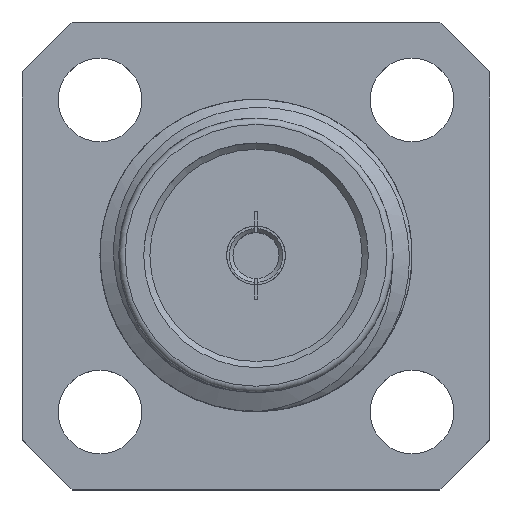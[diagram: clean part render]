
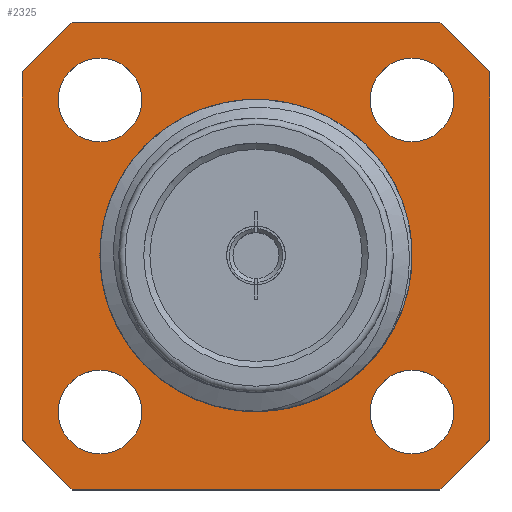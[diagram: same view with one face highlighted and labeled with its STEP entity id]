
A CAD part, top view. The second image highlights one B-rep face of the part: STEP entity #2325.
In plain terms, the highlighted planar face has unit normal (0, 0, 1).
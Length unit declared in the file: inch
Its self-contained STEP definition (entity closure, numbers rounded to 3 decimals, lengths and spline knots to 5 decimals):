
#6 = ORIENTED_EDGE ( 'NONE', *, *, #1658, .T. ) ;
#41 = LINE ( 'NONE', #1059, #1860 ) ;
#96 = EDGE_CURVE ( 'NONE', #959, #959, #2819, .T. ) ;
#124 = CARTESIAN_POINT ( 'NONE',  ( 0.1874, 0.1474, 0. ) ) ;
#138 = CARTESIAN_POINT ( 'NONE',  ( -0.125, -0.125, 0. ) ) ;
#225 = FACE_BOUND ( 'NONE', #2733, .T. ) ;
#240 = CARTESIAN_POINT ( 'NONE',  ( 0.125, -0.125, 0. ) ) ;
#269 = ORIENTED_EDGE ( 'NONE', *, *, #1416, .T. ) ;
#294 = VECTOR ( 'NONE', #527, 39.37008 ) ;
#295 = EDGE_CURVE ( 'NONE', #2515, #1133, #1859, .T. ) ;
#304 = VECTOR ( 'NONE', #1615, 39.37008 ) ;
#331 = EDGE_CURVE ( 'NONE', #1133, #2387, #3234, .T. ) ;
#374 = DIRECTION ( 'NONE',  ( -1., 0., 0. ) ) ;
#378 = VERTEX_POINT ( 'NONE', #2433 ) ;
#379 = DIRECTION ( 'NONE',  ( -0.707, 0.707, 0. ) ) ;
#451 = DIRECTION ( 'NONE',  ( 0., 0., 1. ) ) ;
#465 = DIRECTION ( 'NONE',  ( -0.707, -0.707, 0. ) ) ;
#483 = LINE ( 'NONE', #2795, #2553 ) ;
#524 = CIRCLE ( 'NONE', #737, 0.03346 ) ;
#527 = DIRECTION ( 'NONE',  ( 0., 1., 0. ) ) ;
#567 = EDGE_LOOP ( 'NONE', ( #2173, #6, #1545, #269, #2107, #581, #1702, #1635 ) ) ;
#579 = CARTESIAN_POINT ( 'NONE',  ( -0.125, 0.125, 0. ) ) ;
#581 = ORIENTED_EDGE ( 'NONE', *, *, #1337, .T. ) ;
#634 = EDGE_CURVE ( 'NONE', #1065, #1065, #1310, .T. ) ;
#694 = DIRECTION ( 'NONE',  ( 0., 0., 1. ) ) ;
#707 = CARTESIAN_POINT ( 'NONE',  ( 0.1874, -0.1474, 0. ) ) ;
#737 = AXIS2_PLACEMENT_3D ( 'NONE', #240, #1491, #2514 ) ;
#754 = EDGE_CURVE ( 'NONE', #2099, #2099, #836, .T. ) ;
#809 = FACE_BOUND ( 'NONE', #2980, .T. ) ;
#834 = VERTEX_POINT ( 'NONE', #908 ) ;
#836 = CIRCLE ( 'NONE', #1530, 0.03346 ) ;
#880 = VECTOR ( 'NONE', #379, 39.37008 ) ;
#897 = LINE ( 'NONE', #1647, #2384 ) ;
#908 = CARTESIAN_POINT ( 'NONE',  ( 0.1474, -0.1874, 0. ) ) ;
#959 = VERTEX_POINT ( 'NONE', #1990 ) ;
#967 = DIRECTION ( 'NONE',  ( -1., 0., 0. ) ) ;
#1042 = FACE_BOUND ( 'NONE', #1997, .T. ) ;
#1059 = CARTESIAN_POINT ( 'NONE',  ( -0.1874, -0.1874, 0. ) ) ;
#1065 = VERTEX_POINT ( 'NONE', #1845 ) ;
#1076 = DIRECTION ( 'NONE',  ( 0., 0., -1. ) ) ;
#1085 = VERTEX_POINT ( 'NONE', #2825 ) ;
#1091 = CARTESIAN_POINT ( 'NONE',  ( 0.15846, -0.125, 0. ) ) ;
#1113 = DIRECTION ( 'NONE',  ( 0., 0., 1. ) ) ;
#1133 = VERTEX_POINT ( 'NONE', #3317 ) ;
#1241 = FACE_BOUND ( 'NONE', #1485, .T. ) ;
#1249 = CARTESIAN_POINT ( 'NONE',  ( -0.1874, -0.1474, 0. ) ) ;
#1305 = AXIS2_PLACEMENT_3D ( 'NONE', #138, #694, #2464 ) ;
#1310 = CIRCLE ( 'NONE', #2490, 0.11489 ) ;
#1331 = DIRECTION ( 'NONE',  ( 0., 0., -1. ) ) ;
#1337 = EDGE_CURVE ( 'NONE', #834, #2249, #2607, .T. ) ;
#1354 = EDGE_CURVE ( 'NONE', #378, #2149, #897, .T. ) ;
#1389 = DIRECTION ( 'NONE',  ( 1., 0., 0. ) ) ;
#1408 = DIRECTION ( 'NONE',  ( 0., -1., 0. ) ) ;
#1416 = EDGE_CURVE ( 'NONE', #2149, #1085, #2448, .T. ) ;
#1485 = EDGE_LOOP ( 'NONE', ( #3121 ) ) ;
#1491 = DIRECTION ( 'NONE',  ( 0., 0., 1. ) ) ;
#1508 = CARTESIAN_POINT ( 'NONE',  ( 0.1874, -0.1874, 0. ) ) ;
#1518 = ORIENTED_EDGE ( 'NONE', *, *, #634, .T. ) ;
#1530 = AXIS2_PLACEMENT_3D ( 'NONE', #579, #1113, #2135 ) ;
#1545 = ORIENTED_EDGE ( 'NONE', *, *, #1354, .T. ) ;
#1575 = CARTESIAN_POINT ( 'NONE',  ( 0.1874, 0.1474, 0. ) ) ;
#1577 = VERTEX_POINT ( 'NONE', #1091 ) ;
#1615 = DIRECTION ( 'NONE',  ( 0.707, -0.707, 0. ) ) ;
#1618 = CARTESIAN_POINT ( 'NONE',  ( 0., 0., 0. ) ) ;
#1626 = ORIENTED_EDGE ( 'NONE', *, *, #96, .F. ) ;
#1635 = ORIENTED_EDGE ( 'NONE', *, *, #295, .T. ) ;
#1647 = CARTESIAN_POINT ( 'NONE',  ( -0.1874, -0.1874, 0. ) ) ;
#1658 = EDGE_CURVE ( 'NONE', #2387, #378, #483, .T. ) ;
#1702 = ORIENTED_EDGE ( 'NONE', *, *, #3181, .T. ) ;
#1757 = CARTESIAN_POINT ( 'NONE',  ( 0.125, 0.125, 0. ) ) ;
#1837 = DIRECTION ( 'NONE',  ( 0.707, 0.707, 0. ) ) ;
#1845 = CARTESIAN_POINT ( 'NONE',  ( -0.11489, 0., 0. ) ) ;
#1854 = CARTESIAN_POINT ( 'NONE',  ( 0., 0., 0. ) ) ;
#1859 = LINE ( 'NONE', #124, #880 ) ;
#1860 = VECTOR ( 'NONE', #1389, 39.37008 ) ;
#1861 = CARTESIAN_POINT ( 'NONE',  ( -0.1474, 0.1874, 0. ) ) ;
#1963 = AXIS2_PLACEMENT_3D ( 'NONE', #1757, #451, #2492 ) ;
#1971 = ORIENTED_EDGE ( 'NONE', *, *, #2321, .F. ) ;
#1990 = CARTESIAN_POINT ( 'NONE',  ( 0.15846, 0.125, 0. ) ) ;
#1997 = EDGE_LOOP ( 'NONE', ( #1626 ) ) ;
#2078 = VECTOR ( 'NONE', #1837, 39.37008 ) ;
#2086 = FACE_BOUND ( 'NONE', #3091, .T. ) ;
#2099 = VERTEX_POINT ( 'NONE', #2363 ) ;
#2107 = ORIENTED_EDGE ( 'NONE', *, *, #2547, .T. ) ;
#2135 = DIRECTION ( 'NONE',  ( 1., 0., 0. ) ) ;
#2149 = VERTEX_POINT ( 'NONE', #1249 ) ;
#2173 = ORIENTED_EDGE ( 'NONE', *, *, #331, .T. ) ;
#2249 = VERTEX_POINT ( 'NONE', #707 ) ;
#2285 = LINE ( 'NONE', #1508, #294 ) ;
#2321 = EDGE_CURVE ( 'NONE', #1577, #1577, #524, .T. ) ;
#2325 = ADVANCED_FACE ( 'NONE', ( #225, #1241, #2086, #1042, #809, #2865 ), #2837, .F. ) ;
#2327 = CARTESIAN_POINT ( 'NONE',  ( 0.1474, -0.1874, 0. ) ) ;
#2328 = ORIENTED_EDGE ( 'NONE', *, *, #754, .F. ) ;
#2363 = CARTESIAN_POINT ( 'NONE',  ( -0.09154, 0.125, 0. ) ) ;
#2384 = VECTOR ( 'NONE', #1408, 39.37008 ) ;
#2385 = CARTESIAN_POINT ( 'NONE',  ( -0.1874, -0.1474, 0. ) ) ;
#2387 = VERTEX_POINT ( 'NONE', #1861 ) ;
#2433 = CARTESIAN_POINT ( 'NONE',  ( -0.1874, 0.1474, 0. ) ) ;
#2435 = AXIS2_PLACEMENT_3D ( 'NONE', #1618, #1076, #2623 ) ;
#2438 = CIRCLE ( 'NONE', #1305, 0.03346 ) ;
#2448 = LINE ( 'NONE', #2385, #304 ) ;
#2464 = DIRECTION ( 'NONE',  ( 1., 0., 0. ) ) ;
#2469 = CARTESIAN_POINT ( 'NONE',  ( -0.1874, 0.1874, 0. ) ) ;
#2490 = AXIS2_PLACEMENT_3D ( 'NONE', #1854, #1331, #374 ) ;
#2492 = DIRECTION ( 'NONE',  ( 1., 0., 0. ) ) ;
#2514 = DIRECTION ( 'NONE',  ( 1., 0., 0. ) ) ;
#2515 = VERTEX_POINT ( 'NONE', #1575 ) ;
#2547 = EDGE_CURVE ( 'NONE', #1085, #834, #41, .T. ) ;
#2553 = VECTOR ( 'NONE', #465, 39.37008 ) ;
#2607 = LINE ( 'NONE', #2327, #2078 ) ;
#2623 = DIRECTION ( 'NONE',  ( -1., 0., 0. ) ) ;
#2625 = EDGE_CURVE ( 'NONE', #3093, #3093, #2438, .T. ) ;
#2643 = VECTOR ( 'NONE', #967, 39.37008 ) ;
#2733 = EDGE_LOOP ( 'NONE', ( #1518 ) ) ;
#2795 = CARTESIAN_POINT ( 'NONE',  ( -0.1474, 0.1874, 0. ) ) ;
#2819 = CIRCLE ( 'NONE', #1963, 0.03346 ) ;
#2825 = CARTESIAN_POINT ( 'NONE',  ( -0.1474, -0.1874, 0. ) ) ;
#2837 = PLANE ( 'NONE',  #2435 ) ;
#2865 = FACE_OUTER_BOUND ( 'NONE', #567, .T. ) ;
#2980 = EDGE_LOOP ( 'NONE', ( #2328 ) ) ;
#3091 = EDGE_LOOP ( 'NONE', ( #1971 ) ) ;
#3093 = VERTEX_POINT ( 'NONE', #3136 ) ;
#3121 = ORIENTED_EDGE ( 'NONE', *, *, #2625, .F. ) ;
#3136 = CARTESIAN_POINT ( 'NONE',  ( -0.09154, -0.125, 0. ) ) ;
#3181 = EDGE_CURVE ( 'NONE', #2249, #2515, #2285, .T. ) ;
#3234 = LINE ( 'NONE', #2469, #2643 ) ;
#3317 = CARTESIAN_POINT ( 'NONE',  ( 0.1474, 0.1874, 0. ) ) ;
